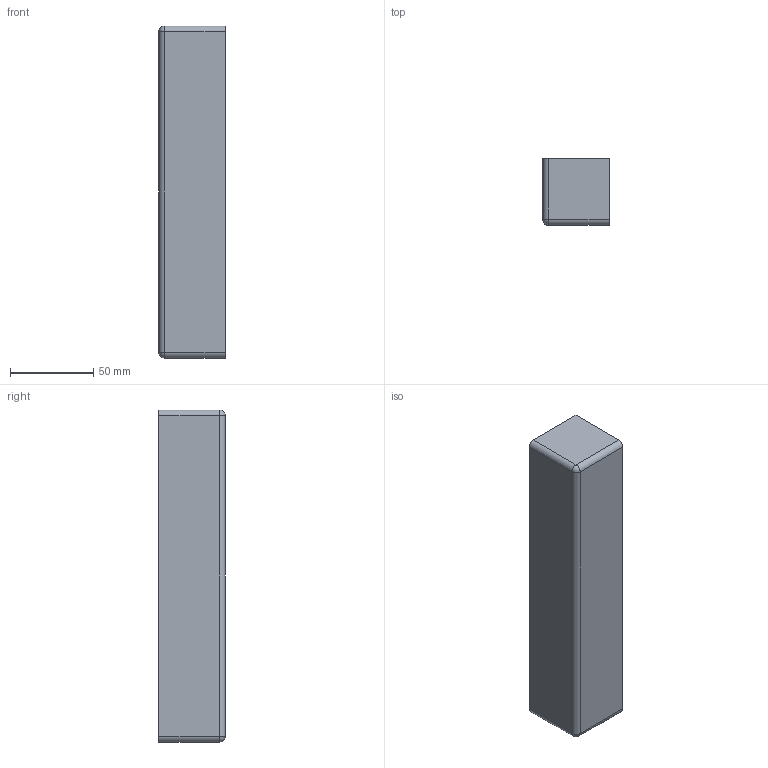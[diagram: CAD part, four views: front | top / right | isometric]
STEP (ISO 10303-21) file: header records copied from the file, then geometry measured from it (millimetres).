
FILE_DESCRIPTION((''),'2;1');
FILE_NAME('SD0145N.stp','2009-08-10T15:16:56',('teddy iii'),(''),'Autodesk Inventor 11','Autodesk Inventor 11','');
FILE_SCHEMA(('AUTOMOTIVE_DESIGN { 1 0 10303 214 1 1 1 1 }'));
Length unit declared in the file: millimetre
Products named in the file (1): SD0145N
Bounding box: 40 x 40 x 200 mm (x, y, z)
Volume: 244919.5 mm3; surface area: 48462 mm2
Topology: 1 solids, 1 shells, 121 faces, 233 edges, 128 vertices
Faces by surface type: bspline 76, plane 22, cylinder 21, sphere 2
Full cylindrical faces by diameter (mm): 25 x8, 29 x8
Entity records: 4442 total; most frequent: CARTESIAN_POINT 2478, DIRECTION 363, ORIENTED_EDGE 354, EDGE_LOOP 197, EDGE_CURVE 177, AXIS2_PLACEMENT_3D 173, FACE_OUTER_BOUND 121, ADVANCED_FACE 121
